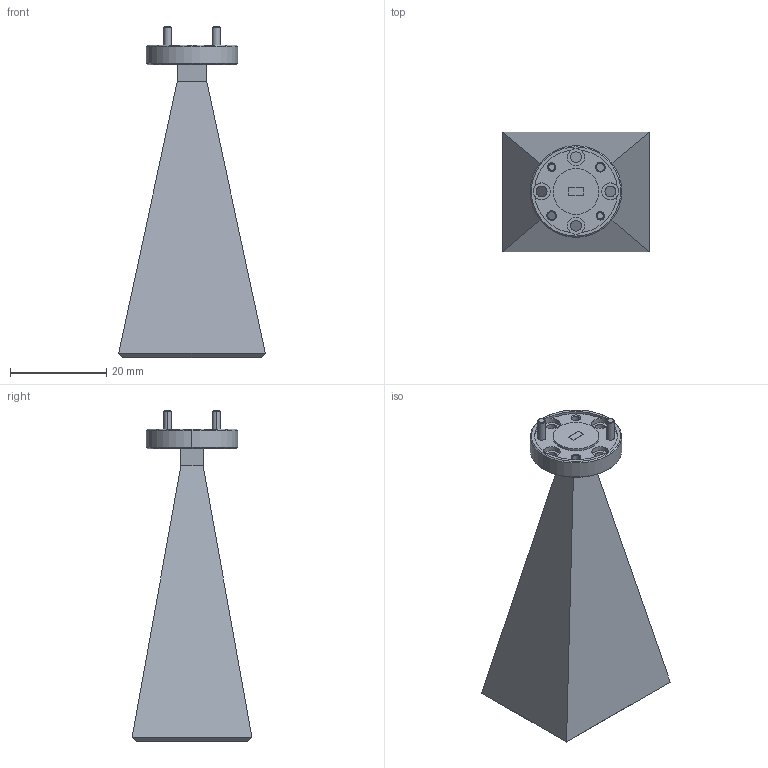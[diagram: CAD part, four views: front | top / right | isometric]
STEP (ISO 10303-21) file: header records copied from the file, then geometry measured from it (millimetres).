
FILE_DESCRIPTION (( 'STEP AP214' ), '1' );
FILE_NAME ('AZ-E24-A, Defeatured.STEP', '2025-02-10T19:00:10', ( '' ), ( '' ), 'SwSTEP 2.0', 'SolidWorks 2021', '' );
FILE_SCHEMA (( 'AUTOMOTIVE_DESIGN' ));
Length unit declared in the file: inch
Products named in the file (1): AZ-E24-A, Defeatured
Bounding box: 30.53 x 24.94 x 68.87 mm (x, y, z)
Volume: 19341.4 mm3; surface area: 5732.4 mm2
Topology: 3 solids, 4 shells, 91 faces, 213 edges, 134 vertices
Faces by surface type: cylinder 36, plane 35, cone 20
Entity records: 3851 total; most frequent: DIRECTION 497, CARTESIAN_POINT 439, ORIENTED_EDGE 426, EDGE_CURVE 213, AXIS2_PLACEMENT_3D 192, VERTEX_POINT 134, VECTOR 113, LINE 113
